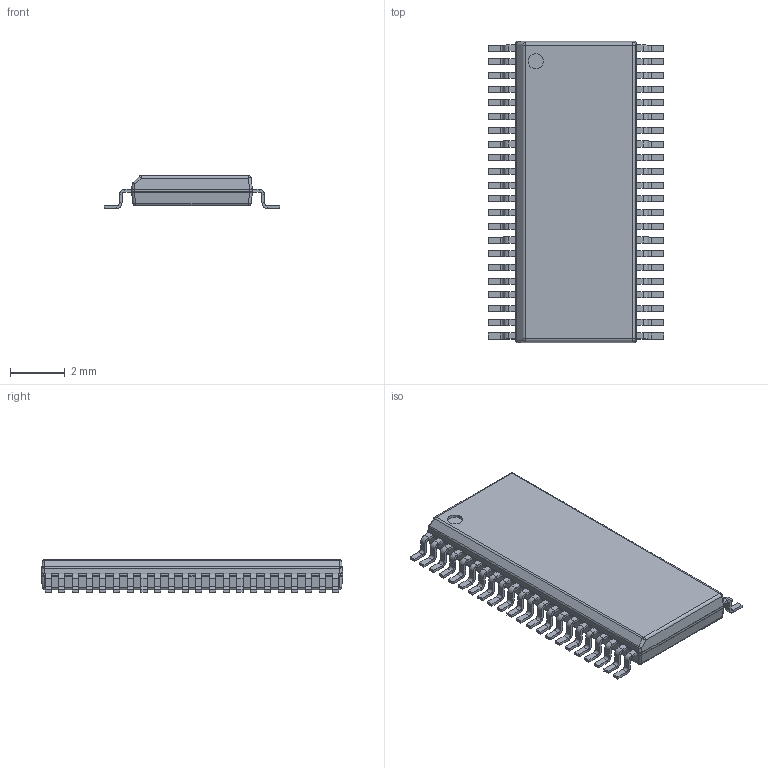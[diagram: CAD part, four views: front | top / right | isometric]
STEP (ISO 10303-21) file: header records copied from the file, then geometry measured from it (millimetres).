
FILE_DESCRIPTION(('Open CASCADE Model'),'2;1');
FILE_NAME('Open CASCADE Shape Model','2022-11-14T00:12:50',('Author'),( 'Open CASCADE'),'Open CASCADE STEP processor 7.5','Open CASCADE 7.5' ,'Unknown');
FILE_SCHEMA(('AUTOMOTIVE_DESIGN { 1 0 10303 214 1 1 1 1 }'));
Length unit declared in the file: millimetre
Products named in the file (5): TSSOP50P640X120-44N.step; Open CASCADE STEP translator 7.5 174.1; Body; Open CASCADE STEP translator 7.5 174.2.1; Leader
Assembly tree (47 placements, depth 3):
  TSSOP50P640X120-44N.step
    Open CASCADE STEP translator 7.5 174.1
    Body
      Open CASCADE STEP translator 7.5 174.2.1
    Leader  x44
Bounding box: 6.4 x 11 x 1.2 mm (x, y, z)
Volume: 53.4 mm3; surface area: 167.7 mm2
Topology: 45 solids, 46 shells, 1035 faces, 2074 edges, 1121 vertices
Faces by surface type: plane 809, cylinder 208, sphere 10, bspline 8
Full cylindrical faces by diameter (mm): 0.55 x1
Entity records: 6112 total; most frequent: CARTESIAN_POINT 2388, DIRECTION 658, ORIENTED_EDGE 343, PCURVE 343, DEFINITIONAL_REPRESENTATION 343, LINE 311, VECTOR 311, EDGE_CURVE 172
